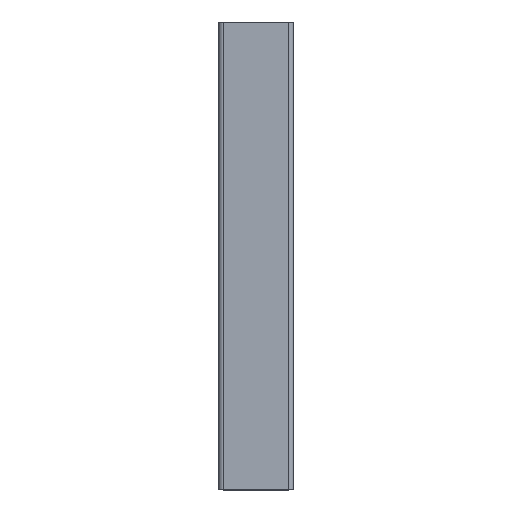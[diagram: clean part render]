
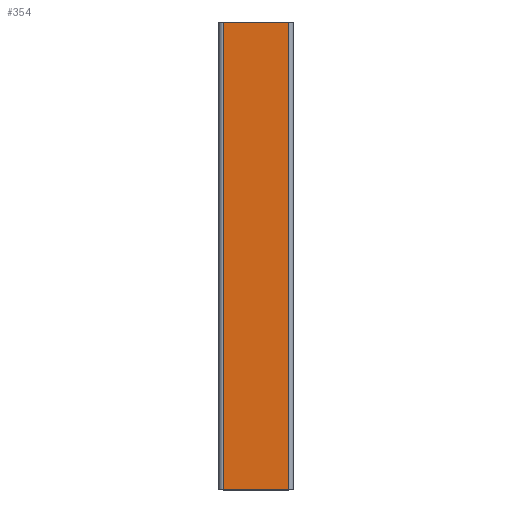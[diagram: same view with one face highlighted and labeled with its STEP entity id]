
A CAD part, top view. The second image highlights one B-rep face of the part: STEP entity #354.
In plain terms, the highlighted planar face has unit normal (0, 0, 1).
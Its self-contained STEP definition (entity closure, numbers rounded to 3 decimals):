
#77 = VERTEX_POINT ( 'NONE', #1756 ) ;
#78 = DIRECTION ( 'NONE',  ( -1., 0., 0. ) ) ;
#147 = DIRECTION ( 'NONE',  ( 0., 1., 0. ) ) ;
#272 = CARTESIAN_POINT ( 'NONE',  ( -14., 0., 9. ) ) ;
#328 = EDGE_CURVE ( 'NONE', #1283, #77, #1622, .T. ) ;
#354 = ADVANCED_FACE ( 'NONE', ( #865 ), #1911, .T. ) ;
#490 = VECTOR ( 'NONE', #1894, 1000. ) ;
#494 = DIRECTION ( 'NONE',  ( 0., 0., 1. ) ) ;
#533 = CARTESIAN_POINT ( 'NONE',  ( 14., 0., 9. ) ) ;
#736 = DIRECTION ( 'NONE',  ( 1., 0., 0. ) ) ;
#865 = FACE_OUTER_BOUND ( 'NONE', #975, .T. ) ;
#886 = LINE ( 'NONE', #272, #2449 ) ;
#933 = EDGE_CURVE ( 'NONE', #1283, #2498, #1533, .T. ) ;
#975 = EDGE_LOOP ( 'NONE', ( #1597, #1123, #1320, #2287 ) ) ;
#1123 = ORIENTED_EDGE ( 'NONE', *, *, #2416, .F. ) ;
#1283 = VERTEX_POINT ( 'NONE', #1455 ) ;
#1295 = CARTESIAN_POINT ( 'NONE',  ( -14., 0., 9. ) ) ;
#1312 = VECTOR ( 'NONE', #1687, 1000. ) ;
#1320 = ORIENTED_EDGE ( 'NONE', *, *, #328, .F. ) ;
#1454 = EDGE_CURVE ( 'NONE', #2498, #1505, #2420, .T. ) ;
#1455 = CARTESIAN_POINT ( 'NONE',  ( 14., -200., 9. ) ) ;
#1505 = VERTEX_POINT ( 'NONE', #1295 ) ;
#1532 = VECTOR ( 'NONE', #78, 1000. ) ;
#1533 = LINE ( 'NONE', #2301, #1312 ) ;
#1586 = AXIS2_PLACEMENT_3D ( 'NONE', #533, #494, #736 ) ;
#1597 = ORIENTED_EDGE ( 'NONE', *, *, #1454, .T. ) ;
#1622 = LINE ( 'NONE', #2245, #1532 ) ;
#1687 = DIRECTION ( 'NONE',  ( 0., 1., 0. ) ) ;
#1699 = CARTESIAN_POINT ( 'NONE',  ( 14., 0., 9. ) ) ;
#1756 = CARTESIAN_POINT ( 'NONE',  ( -14., -200., 9. ) ) ;
#1894 = DIRECTION ( 'NONE',  ( -1., 0., 0. ) ) ;
#1911 = PLANE ( 'NONE',  #1586 ) ;
#2087 = CARTESIAN_POINT ( 'NONE',  ( 0., 0., 9. ) ) ;
#2245 = CARTESIAN_POINT ( 'NONE',  ( 0., -200., 9. ) ) ;
#2287 = ORIENTED_EDGE ( 'NONE', *, *, #933, .T. ) ;
#2301 = CARTESIAN_POINT ( 'NONE',  ( 14., 0., 9. ) ) ;
#2416 = EDGE_CURVE ( 'NONE', #77, #1505, #886, .T. ) ;
#2420 = LINE ( 'NONE', #2087, #490 ) ;
#2449 = VECTOR ( 'NONE', #147, 1000. ) ;
#2498 = VERTEX_POINT ( 'NONE', #1699 ) ;
